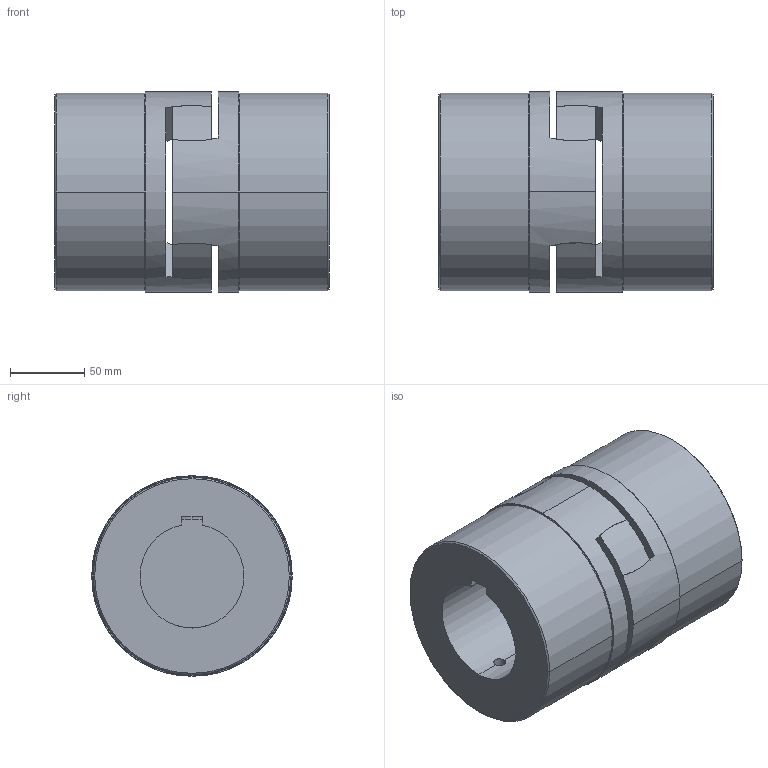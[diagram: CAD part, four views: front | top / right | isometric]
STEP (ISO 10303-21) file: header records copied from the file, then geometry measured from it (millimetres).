
FILE_DESCRIPTION(('STEP AP214'),'1');
FILE_NAME('g65_75_b_b_70_70.stp','2017-10-10T12:20:18',('TraceParts'),('TraceParts S.A.'),'Spatial InterOp 3D',' ',' ');
FILE_SCHEMA(('automotive_design'));
Length unit declared in the file: millimetre
Products named in the file (3): g65_75_b_b_70_70_1; g65_75_b_b_70_70_2; g65_75_b_b_70_70_3
Bounding box: 185 x 135 x 135 mm (x, y, z)
Volume: 1909374.8 mm3; surface area: 187789.1 mm2
Topology: 3 solids, 3 shells, 75 faces, 225 edges, 144 vertices
Faces by surface type: cylinder 36, plane 17, sphere 14, torus 4, cone 4
Entity records: 3332 total; most frequent: CARTESIAN_POINT 1295, DIRECTION 429, ORIENTED_EDGE 426, EDGE_CURVE 213, AXIS2_PLACEMENT_3D 182, VERTEX_POINT 144, CIRCLE 104, EDGE_LOOP 83
